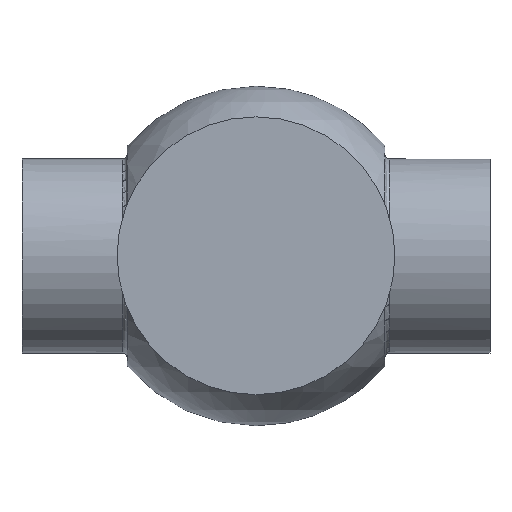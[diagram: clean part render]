
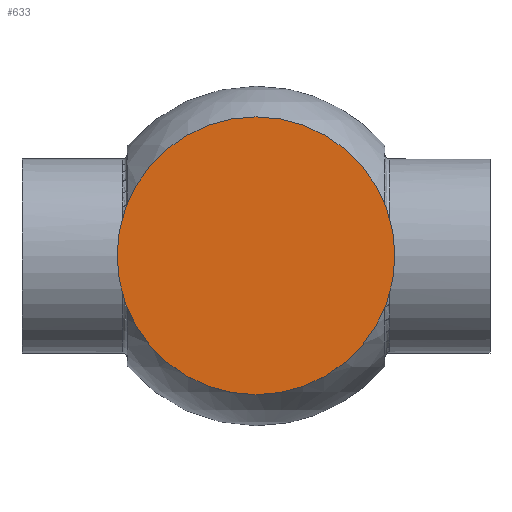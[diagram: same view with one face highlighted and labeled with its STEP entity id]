
A CAD part, top view. The second image highlights one B-rep face of the part: STEP entity #633.
In plain terms, the highlighted planar face has unit normal (0, 0, 1).
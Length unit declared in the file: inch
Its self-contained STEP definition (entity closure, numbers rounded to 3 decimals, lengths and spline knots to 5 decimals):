
#87=FACE_OUTER_BOUND('',#120,.T.);
#120=EDGE_LOOP('',(#418,#419));
#160=CIRCLE('',#693,1.7895);
#161=CIRCLE('',#694,1.7895);
#239=VERTEX_POINT('',#1058);
#240=VERTEX_POINT('',#1059);
#315=EDGE_CURVE('',#239,#240,#160,.T.);
#316=EDGE_CURVE('',#240,#239,#161,.T.);
#418=ORIENTED_EDGE('',*,*,#315,.T.);
#419=ORIENTED_EDGE('',*,*,#316,.T.);
#621=PLANE('',#692);
#633=ADVANCED_FACE('',(#87),#621,.T.);
#692=AXIS2_PLACEMENT_3D('',#1057,#815,#816);
#693=AXIS2_PLACEMENT_3D('',#1060,#817,#818);
#694=AXIS2_PLACEMENT_3D('',#1061,#819,#820);
#815=DIRECTION('center_axis',(0.,0.,
1.));
#816=DIRECTION('ref_axis',(0.,1.,0.));
#817=DIRECTION('center_axis',(0.,0.,
1.));
#818=DIRECTION('ref_axis',(-1.,0.,0.));
#819=DIRECTION('center_axis',(0.,0.,
1.));
#820=DIRECTION('ref_axis',(-1.,0.,0.));
#1057=CARTESIAN_POINT('Origin',(-1.58428,0.,
1.815));
#1058=CARTESIAN_POINT('',(-1.7895,0.,1.815));
#1059=CARTESIAN_POINT('',(1.7895,0.,1.815));
#1060=CARTESIAN_POINT('Origin',(0.,0.,
1.815));
#1061=CARTESIAN_POINT('Origin',(0.,0.,
1.815));
